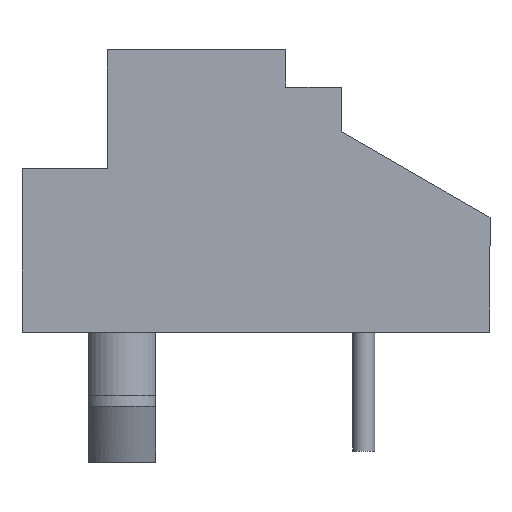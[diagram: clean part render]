
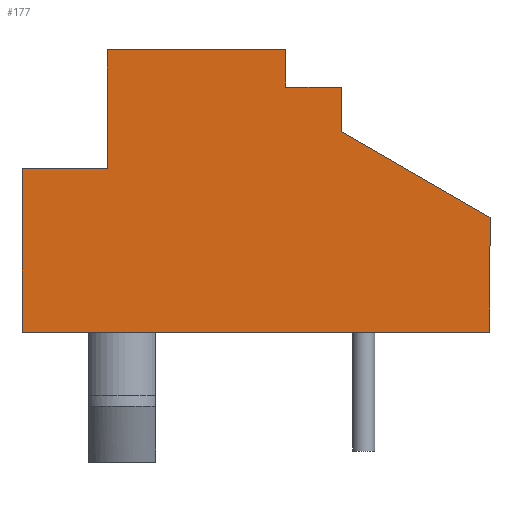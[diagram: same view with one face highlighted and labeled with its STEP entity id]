
A CAD part, left-side view. The second image highlights one B-rep face of the part: STEP entity #177.
In plain terms, the highlighted planar face has unit normal (-1, 0, 0).
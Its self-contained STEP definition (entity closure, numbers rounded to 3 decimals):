
#41 = VECTOR ( 'NONE', #721, 1000. ) ;
#96 = CARTESIAN_POINT ( 'NONE',  ( -5., -8.3, 3.091 ) ) ;
#123 = ORIENTED_EDGE ( 'NONE', *, *, #3754, .F. ) ;
#146 = LINE ( 'NONE', #1836, #153 ) ;
#153 = VECTOR ( 'NONE', #3549, 1000. ) ;
#156 = VERTEX_POINT ( 'NONE', #323 ) ;
#171 = ORIENTED_EDGE ( 'NONE', *, *, #4612, .F. ) ;
#177 = ADVANCED_FACE ( 'NONE', ( #797 ), #295, .F. ) ;
#246 = EDGE_CURVE ( 'NONE', #4457, #1200, #3447, .T. ) ;
#260 = DIRECTION ( 'NONE',  ( 0., 0., 1. ) ) ;
#295 = PLANE ( 'NONE',  #662 ) ;
#323 = CARTESIAN_POINT ( 'NONE',  ( -5., 2., 4.4 ) ) ;
#445 = LINE ( 'NONE', #528, #3331 ) ;
#456 = CARTESIAN_POINT ( 'NONE',  ( -5., -2.8, 7.6 ) ) ;
#494 = ORIENTED_EDGE ( 'NONE', *, *, #2267, .T. ) ;
#495 = CARTESIAN_POINT ( 'NONE',  ( -5., -5.4, 6.6 ) ) ;
#528 = CARTESIAN_POINT ( 'NONE',  ( -5., -4.3, 7.6 ) ) ;
#533 = ORIENTED_EDGE ( 'NONE', *, *, #2348, .F. ) ;
#591 = CARTESIAN_POINT ( 'NONE',  ( -5., -4.3, 5.4 ) ) ;
#662 = AXIS2_PLACEMENT_3D ( 'NONE', #2021, #3738, #5431 ) ;
#690 = CARTESIAN_POINT ( 'NONE',  ( -5., -4.3, 7.6 ) ) ;
#721 = DIRECTION ( 'NONE',  ( 0., 0., 1. ) ) ;
#797 = FACE_OUTER_BOUND ( 'NONE', #4442, .T. ) ;
#1043 = CARTESIAN_POINT ( 'NONE',  ( -5., 2., 7.6 ) ) ;
#1084 = EDGE_CURVE ( 'NONE', #5439, #156, #4917, .T. ) ;
#1200 = VERTEX_POINT ( 'NONE', #5120 ) ;
#1295 = VERTEX_POINT ( 'NONE', #5465 ) ;
#1324 = DIRECTION ( 'NONE',  ( 0., 1., 0. ) ) ;
#1408 = CARTESIAN_POINT ( 'NONE',  ( -5., -2.8, 7.6 ) ) ;
#1574 = VERTEX_POINT ( 'NONE', #4293 ) ;
#1587 = LINE ( 'NONE', #2064, #3636 ) ;
#1836 = CARTESIAN_POINT ( 'NONE',  ( -5., 4.3, 0. ) ) ;
#1843 = ORIENTED_EDGE ( 'NONE', *, *, #4026, .T. ) ;
#1883 = DIRECTION ( 'NONE',  ( 0., 0., -1. ) ) ;
#1914 = CARTESIAN_POINT ( 'NONE',  ( -5., -4.3, 6.6 ) ) ;
#2021 = CARTESIAN_POINT ( 'NONE',  ( -5., -4.3, 7.6 ) ) ;
#2064 = CARTESIAN_POINT ( 'NONE',  ( -5., 4.3, 7.6 ) ) ;
#2075 = VECTOR ( 'NONE', #1883, 1000. ) ;
#2116 = VECTOR ( 'NONE', #2386, 1000. ) ;
#2267 = EDGE_CURVE ( 'NONE', #1295, #4457, #445, .T. ) ;
#2348 = EDGE_CURVE ( 'NONE', #3845, #2534, #3972, .T. ) ;
#2386 = DIRECTION ( 'NONE',  ( 0., -1., 0. ) ) ;
#2388 = ORIENTED_EDGE ( 'NONE', *, *, #2639, .F. ) ;
#2475 = CARTESIAN_POINT ( 'NONE',  ( -5., -8.3, 0. ) ) ;
#2534 = VERTEX_POINT ( 'NONE', #2475 ) ;
#2639 = EDGE_CURVE ( 'NONE', #156, #1574, #4898, .T. ) ;
#2737 = ORIENTED_EDGE ( 'NONE', *, *, #4477, .T. ) ;
#2767 = ORIENTED_EDGE ( 'NONE', *, *, #246, .T. ) ;
#2813 = LINE ( 'NONE', #690, #2116 ) ;
#2980 = DIRECTION ( 'NONE',  ( 0., 0., 1. ) ) ;
#3143 = LINE ( 'NONE', #591, #4021 ) ;
#3219 = CARTESIAN_POINT ( 'NONE',  ( -5., -8.3, 7.6 ) ) ;
#3234 = DIRECTION ( 'NONE',  ( 0., -1., 0. ) ) ;
#3318 = VECTOR ( 'NONE', #3234, 1000. ) ;
#3331 = VECTOR ( 'NONE', #2980, 1000. ) ;
#3447 = LINE ( 'NONE', #495, #4244 ) ;
#3496 = ORIENTED_EDGE ( 'NONE', *, *, #1084, .F. ) ;
#3549 = DIRECTION ( 'NONE',  ( 0., -1., 0. ) ) ;
#3604 = CARTESIAN_POINT ( 'NONE',  ( -5., 4.3, 0. ) ) ;
#3636 = VECTOR ( 'NONE', #4235, 1000. ) ;
#3738 = DIRECTION ( 'NONE',  ( 1., 0., 0. ) ) ;
#3754 = EDGE_CURVE ( 'NONE', #3941, #5439, #1587, .T. ) ;
#3795 = VERTEX_POINT ( 'NONE', #456 ) ;
#3845 = VERTEX_POINT ( 'NONE', #96 ) ;
#3941 = VERTEX_POINT ( 'NONE', #3604 ) ;
#3971 = LINE ( 'NONE', #1408, #41 ) ;
#3972 = LINE ( 'NONE', #3219, #2075 ) ;
#3996 = DIRECTION ( 'NONE',  ( 0., -0.866, -0.5 ) ) ;
#4021 = VECTOR ( 'NONE', #3996, 1000. ) ;
#4026 = EDGE_CURVE ( 'NONE', #3941, #2534, #146, .T. ) ;
#4235 = DIRECTION ( 'NONE',  ( 0., 0., 1. ) ) ;
#4244 = VECTOR ( 'NONE', #1324, 1000. ) ;
#4293 = CARTESIAN_POINT ( 'NONE',  ( -5., 2., 7.6 ) ) ;
#4347 = EDGE_CURVE ( 'NONE', #1295, #3845, #3143, .T. ) ;
#4442 = EDGE_LOOP ( 'NONE', ( #494, #2767, #2737, #171, #2388, #3496, #123, #1843, #533, #4852 ) ) ;
#4457 = VERTEX_POINT ( 'NONE', #1914 ) ;
#4477 = EDGE_CURVE ( 'NONE', #1200, #3795, #3971, .T. ) ;
#4506 = CARTESIAN_POINT ( 'NONE',  ( -5., -4.3, 4.4 ) ) ;
#4612 = EDGE_CURVE ( 'NONE', #1574, #3795, #2813, .T. ) ;
#4852 = ORIENTED_EDGE ( 'NONE', *, *, #4347, .F. ) ;
#4898 = LINE ( 'NONE', #1043, #5200 ) ;
#4917 = LINE ( 'NONE', #4506, #3318 ) ;
#5120 = CARTESIAN_POINT ( 'NONE',  ( -5., -2.8, 6.6 ) ) ;
#5200 = VECTOR ( 'NONE', #260, 1000. ) ;
#5358 = CARTESIAN_POINT ( 'NONE',  ( -5., 4.3, 4.4 ) ) ;
#5431 = DIRECTION ( 'NONE',  ( 0., 0., -1. ) ) ;
#5439 = VERTEX_POINT ( 'NONE', #5358 ) ;
#5465 = CARTESIAN_POINT ( 'NONE',  ( -5., -4.3, 5.4 ) ) ;
